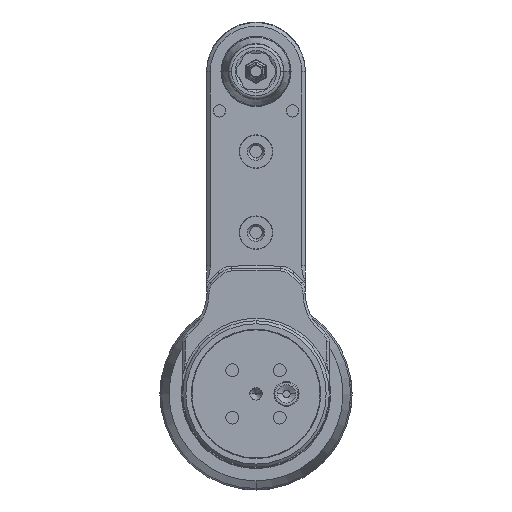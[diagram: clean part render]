
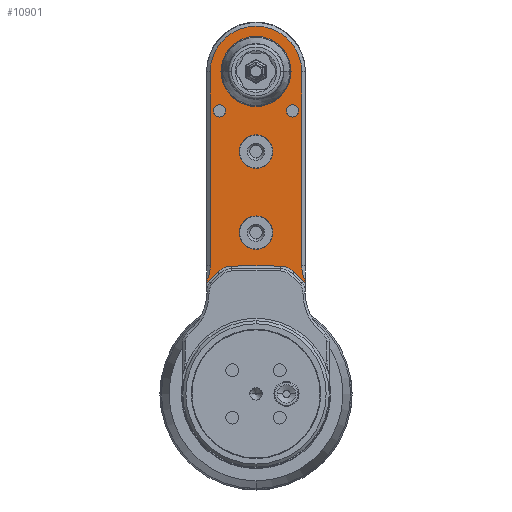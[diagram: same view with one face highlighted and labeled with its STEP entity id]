
A CAD part, front view. The second image highlights one B-rep face of the part: STEP entity #10901.
In plain terms, the highlighted planar face has unit normal (0, -1, 0).
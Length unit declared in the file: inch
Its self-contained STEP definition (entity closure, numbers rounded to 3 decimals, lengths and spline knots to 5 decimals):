
#230=CARTESIAN_POINT('',(-0.3189,-0.27559,
-1.35445));
#318=CARTESIAN_POINT('',(0.3189,-0.27559,
-1.35445));
#895=DIRECTION('',(0.,0.,-1.));
#896=VECTOR('',#895,0.01492);
#897=CARTESIAN_POINT('',(0.3189,-0.27559,
-1.35445));
#898=LINE('',#897,#896);
#899=CARTESIAN_POINT('',(0.24016,-0.27559,
-1.42159));
#900=DIRECTION('',(0.,1.,0.));
#901=DIRECTION('',(0.707,0.,0.707));
#902=AXIS2_PLACEMENT_3D('',#899,#900,#901);
#904=DIRECTION('',(0.707,0.,-0.707));
#905=VECTOR('',#904,0.08335);
#906=CARTESIAN_POINT('',(0.24803,-0.27559,
-1.29584));
#907=LINE('',#906,#905);
#908=CARTESIAN_POINT('',(0.15338,-0.27559,
-1.39049));
#909=DIRECTION('',(0.,1.,0.));
#910=DIRECTION('',(0.02,0.,1.));
#911=AXIS2_PLACEMENT_3D('',#908,#909,#910);
#913=CARTESIAN_POINT('',(0.,-0.27559,-9.14488));
#914=DIRECTION('',(0.,1.,0.));
#915=DIRECTION('',(-0.02,0.,1.));
#916=AXIS2_PLACEMENT_3D('',#913,#914,#915);
#918=CARTESIAN_POINT('',(-0.15338,-0.27559,
-1.39049));
#919=DIRECTION('',(0.,1.,0.));
#920=DIRECTION('',(-0.707,0.,0.707));
#921=AXIS2_PLACEMENT_3D('',#918,#919,#920);
#923=DIRECTION('',(0.707,0.,0.707));
#924=VECTOR('',#923,0.08335);
#925=CARTESIAN_POINT('',(-0.30697,-0.27559,
-1.35478));
#926=LINE('',#925,#924);
#927=CARTESIAN_POINT('',(-0.24016,-0.27559,
-1.42159));
#928=DIRECTION('',(0.,1.,0.));
#929=DIRECTION('',(-0.833,0.,0.553));
#930=AXIS2_PLACEMENT_3D('',#927,#928,#929);
#932=DIRECTION('',(0.,0.,1.));
#933=VECTOR('',#932,0.01492);
#934=CARTESIAN_POINT('',(-0.3189,-0.27559,
-1.36936));
#935=LINE('',#934,#933);
#936=CARTESIAN_POINT('',(-0.51575,-0.27559,
-1.25516));
#937=DIRECTION('',(0.,-1.,0.));
#938=DIRECTION('',(0.893,0.,-0.45));
#939=AXIS2_PLACEMENT_3D('',#936,#937,#938);
#941=DIRECTION('',(0.,0.,1.));
#942=VECTOR('',#941,1.25201);
#943=CARTESIAN_POINT('',(-0.29528,-0.27559,
-1.25516));
#944=LINE('',#943,#942);
#945=CARTESIAN_POINT('',(0.,-0.27559,-0.00315));
#946=DIRECTION('',(0.,1.,0.));
#947=DIRECTION('',(-1.,0.,0.));
#948=AXIS2_PLACEMENT_3D('',#945,#946,#947);
#950=DIRECTION('',(0.,0.,-1.));
#951=VECTOR('',#950,1.25201);
#952=CARTESIAN_POINT('',(0.29528,-0.27559,
-0.00315));
#953=LINE('',#952,#951);
#954=CARTESIAN_POINT('',(0.51575,-0.27559,
-1.25516));
#955=DIRECTION('',(0.,-1.,0.));
#956=DIRECTION('',(-1.,0.,0.));
#957=AXIS2_PLACEMENT_3D('',#954,#955,#956);
#959=CARTESIAN_POINT('',(-0.23622,-0.27559,
-0.25512));
#960=DIRECTION('',(0.,1.,0.));
#961=DIRECTION('',(0.,0.,-1.));
#962=AXIS2_PLACEMENT_3D('',#959,#960,#961);
#964=CARTESIAN_POINT('',(-0.23622,-0.27559,
-0.25512));
#965=DIRECTION('',(0.,1.,0.));
#966=DIRECTION('',(0.,0.,1.));
#967=AXIS2_PLACEMENT_3D('',#964,#965,#966);
#969=CARTESIAN_POINT('',(0.23622,-0.27559,
-0.25512));
#970=DIRECTION('',(0.,1.,0.));
#971=DIRECTION('',(0.,0.,-1.));
#972=AXIS2_PLACEMENT_3D('',#969,#970,#971);
#974=CARTESIAN_POINT('',(0.23622,-0.27559,
-0.25512));
#975=DIRECTION('',(0.,1.,0.));
#976=DIRECTION('',(0.,0.,1.));
#977=AXIS2_PLACEMENT_3D('',#974,#975,#976);
#979=CARTESIAN_POINT('',(0.,-0.27559,-1.04094));
#980=DIRECTION('',(0.,-1.,0.));
#981=DIRECTION('',(0.,0.,1.));
#982=AXIS2_PLACEMENT_3D('',#979,#980,#981);
#984=CARTESIAN_POINT('',(0.,-0.27559,-1.04094));
#985=DIRECTION('',(0.,-1.,0.));
#986=DIRECTION('',(0.,0.,-1.));
#987=AXIS2_PLACEMENT_3D('',#984,#985,#986);
#989=CARTESIAN_POINT('',(0.,-0.27559,-0.51772));
#990=DIRECTION('',(0.,-1.,0.));
#991=DIRECTION('',(0.,0.,1.));
#992=AXIS2_PLACEMENT_3D('',#989,#990,#991);
#994=CARTESIAN_POINT('',(0.,-0.27559,-0.51772));
#995=DIRECTION('',(0.,-1.,0.));
#996=DIRECTION('',(0.,0.,-1.));
#997=AXIS2_PLACEMENT_3D('',#994,#995,#996);
#999=CARTESIAN_POINT('',(0.,-0.27559,0.));
#1000=DIRECTION('',(0.,-1.,0.));
#1001=DIRECTION('',(0.,0.,1.));
#1002=AXIS2_PLACEMENT_3D('',#999,#1000,#1001);
#1004=CARTESIAN_POINT('',(0.,-0.27559,0.));
#1005=DIRECTION('',(0.,-1.,0.));
#1006=DIRECTION('',(0.,0.,-1.));
#1007=AXIS2_PLACEMENT_3D('',#1004,#1005,#1006);
#8452=CARTESIAN_POINT('',(-0.23622,-0.27559,
-0.29449));
#8453=CARTESIAN_POINT('',(-0.23622,-0.27559,
-0.21575));
#8454=VERTEX_POINT('',#8452);
#8455=VERTEX_POINT('',#8453);
#8456=CARTESIAN_POINT('',(0.23622,-0.27559,
-0.29449));
#8457=CARTESIAN_POINT('',(0.23622,-0.27559,
-0.21575));
#8458=VERTEX_POINT('',#8456);
#8459=VERTEX_POINT('',#8457);
#8460=CARTESIAN_POINT('',(0.,-0.27559,-0.93268));
#8461=CARTESIAN_POINT('',(0.,-0.27559,-1.14921));
#8462=VERTEX_POINT('',#8460);
#8463=VERTEX_POINT('',#8461);
#8464=CARTESIAN_POINT('',(0.,-0.27559,-0.40945));
#8465=CARTESIAN_POINT('',(0.,-0.27559,-0.62598));
#8466=VERTEX_POINT('',#8464);
#8467=VERTEX_POINT('',#8465);
#8468=CARTESIAN_POINT('',(0.,-0.27559,0.22638));
#8469=CARTESIAN_POINT('',(0.,-0.27559,-0.22638));
#8470=VERTEX_POINT('',#8468);
#8471=VERTEX_POINT('',#8469);
#8476=CARTESIAN_POINT('',(0.30697,-0.27559,
-1.35478));
#8477=CARTESIAN_POINT('',(0.3189,-0.27559,
-1.36936));
#8478=VERTEX_POINT('',#8476);
#8479=VERTEX_POINT('',#8477);
#8482=CARTESIAN_POINT('',(0.24803,-0.27559,
-1.29584));
#8483=VERTEX_POINT('',#8482);
#8486=CARTESIAN_POINT('',(0.15603,-0.27559,
-1.25666));
#8487=VERTEX_POINT('',#8486);
#8490=CARTESIAN_POINT('',(-0.15603,-0.27559,
-1.25666));
#8491=VERTEX_POINT('',#8490);
#8494=CARTESIAN_POINT('',(-0.24803,-0.27559,
-1.29584));
#8495=VERTEX_POINT('',#8494);
#8498=CARTESIAN_POINT('',(-0.30697,-0.27559,
-1.35478));
#8499=VERTEX_POINT('',#8498);
#8500=CARTESIAN_POINT('',(-0.3189,-0.27559,
-1.36936));
#8501=VERTEX_POINT('',#8500);
#8578=VERTEX_POINT('',#230);
#8581=VERTEX_POINT('',#318);
#8586=CARTESIAN_POINT('',(-0.29528,-0.27559,
-1.25516));
#8587=VERTEX_POINT('',#8586);
#8588=CARTESIAN_POINT('',(-0.29528,-0.27559,
-0.00315));
#8589=VERTEX_POINT('',#8588);
#8590=CARTESIAN_POINT('',(0.29528,-0.27559,
-0.00315));
#8591=VERTEX_POINT('',#8590);
#8592=CARTESIAN_POINT('',(0.29528,-0.27559,
-1.25516));
#8593=VERTEX_POINT('',#8592);
#10839=CARTESIAN_POINT('',(0.,-0.27559,-2.08189));
#10840=DIRECTION('',(0.,1.,0.));
#10841=DIRECTION('',(0.,0.,1.));
#10842=AXIS2_PLACEMENT_3D('',#10839,#10840,#10841);
#10843=PLANE('',#10842);
#10844=ORIENTED_EDGE('',*,*,#10049,.T.);
#10846=ORIENTED_EDGE('',*,*,#10845,.F.);
#10848=ORIENTED_EDGE('',*,*,#10847,.F.);
#10850=ORIENTED_EDGE('',*,*,#10849,.F.);
#10852=ORIENTED_EDGE('',*,*,#10851,.F.);
#10854=ORIENTED_EDGE('',*,*,#10853,.F.);
#10856=ORIENTED_EDGE('',*,*,#10855,.F.);
#10857=ORIENTED_EDGE('',*,*,#10830,.F.);
#10858=ORIENTED_EDGE('',*,*,#9997,.T.);
#10860=ORIENTED_EDGE('',*,*,#10859,.T.);
#10862=ORIENTED_EDGE('',*,*,#10861,.T.);
#10864=ORIENTED_EDGE('',*,*,#10863,.T.);
#10866=ORIENTED_EDGE('',*,*,#10865,.T.);
#10868=ORIENTED_EDGE('',*,*,#10867,.T.);
#10869=EDGE_LOOP('',(#10844,#10846,#10848,#10850,#10852,#10854,#10856,#10857,
#10858,#10860,#10862,#10864,#10866,#10868));
#10870=FACE_OUTER_BOUND('',#10869,.F.);
#10872=ORIENTED_EDGE('',*,*,#10871,.F.);
#10874=ORIENTED_EDGE('',*,*,#10873,.F.);
#10875=EDGE_LOOP('',(#10872,#10874));
#10876=FACE_BOUND('',#10875,.F.);
#10878=ORIENTED_EDGE('',*,*,#10877,.F.);
#10880=ORIENTED_EDGE('',*,*,#10879,.F.);
#10881=EDGE_LOOP('',(#10878,#10880));
#10882=FACE_BOUND('',#10881,.F.);
#10884=ORIENTED_EDGE('',*,*,#10883,.T.);
#10886=ORIENTED_EDGE('',*,*,#10885,.T.);
#10887=EDGE_LOOP('',(#10884,#10886));
#10888=FACE_BOUND('',#10887,.F.);
#10890=ORIENTED_EDGE('',*,*,#10889,.T.);
#10892=ORIENTED_EDGE('',*,*,#10891,.T.);
#10893=EDGE_LOOP('',(#10890,#10892));
#10894=FACE_BOUND('',#10893,.F.);
#10896=ORIENTED_EDGE('',*,*,#10895,.T.);
#10898=ORIENTED_EDGE('',*,*,#10897,.T.);
#10899=EDGE_LOOP('',(#10896,#10898));
#10900=FACE_BOUND('',#10899,.F.);
#10901=ADVANCED_FACE('',(#10870,#10876,#10882,#10888,#10894,#10900),#10843,.F.);
#903=CIRCLE('',#902,0.09449);
#912=CIRCLE('',#911,0.13386);
#917=CIRCLE('',#916,7.88976);
#922=CIRCLE('',#921,0.13386);
#931=CIRCLE('',#930,0.09449);
#940=CIRCLE('',#939,0.22047);
#949=CIRCLE('',#948,0.29528);
#958=CIRCLE('',#957,0.22047);
#963=CIRCLE('',#962,0.03937);
#968=CIRCLE('',#967,0.03937);
#973=CIRCLE('',#972,0.03937);
#978=CIRCLE('',#977,0.03937);
#983=CIRCLE('',#982,0.10827);
#988=CIRCLE('',#987,0.10827);
#993=CIRCLE('',#992,0.10827);
#998=CIRCLE('',#997,0.10827);
#1003=CIRCLE('',#1002,0.22638);
#1008=CIRCLE('',#1007,0.22638);
#9997=EDGE_CURVE('',#8501,#8578,#935,.T.);
#10049=EDGE_CURVE('',#8581,#8479,#898,.T.);
#10830=EDGE_CURVE('',#8501,#8499,#931,.T.);
#10845=EDGE_CURVE('',#8478,#8479,#903,.T.);
#10847=EDGE_CURVE('',#8483,#8478,#907,.T.);
#10849=EDGE_CURVE('',#8487,#8483,#912,.T.);
#10851=EDGE_CURVE('',#8491,#8487,#917,.T.);
#10853=EDGE_CURVE('',#8495,#8491,#922,.T.);
#10855=EDGE_CURVE('',#8499,#8495,#926,.T.);
#10859=EDGE_CURVE('',#8578,#8587,#940,.T.);
#10861=EDGE_CURVE('',#8587,#8589,#944,.T.);
#10863=EDGE_CURVE('',#8589,#8591,#949,.T.);
#10865=EDGE_CURVE('',#8591,#8593,#953,.T.);
#10867=EDGE_CURVE('',#8593,#8581,#958,.T.);
#10871=EDGE_CURVE('',#8454,#8455,#963,.T.);
#10873=EDGE_CURVE('',#8455,#8454,#968,.T.);
#10877=EDGE_CURVE('',#8458,#8459,#973,.T.);
#10879=EDGE_CURVE('',#8459,#8458,#978,.T.);
#10883=EDGE_CURVE('',#8462,#8463,#983,.T.);
#10885=EDGE_CURVE('',#8463,#8462,#988,.T.);
#10889=EDGE_CURVE('',#8466,#8467,#993,.T.);
#10891=EDGE_CURVE('',#8467,#8466,#998,.T.);
#10895=EDGE_CURVE('',#8470,#8471,#1003,.T.);
#10897=EDGE_CURVE('',#8471,#8470,#1008,.T.);
